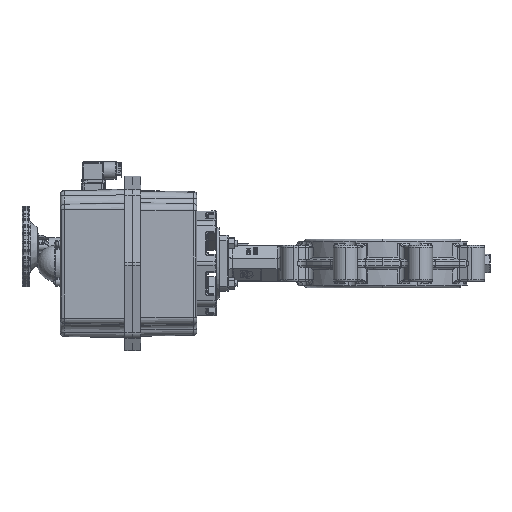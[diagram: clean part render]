
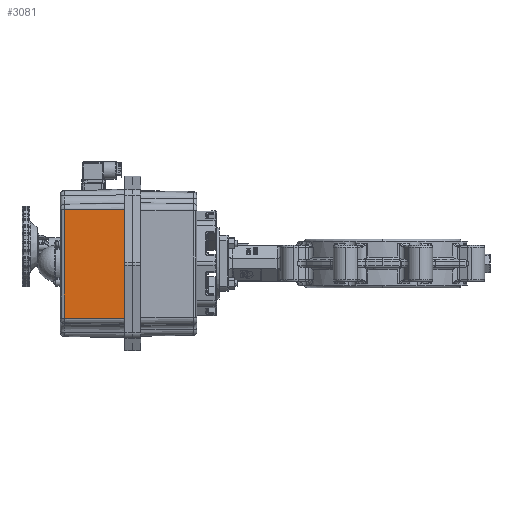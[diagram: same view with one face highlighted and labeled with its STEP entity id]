
A CAD part, left-side view. The second image highlights one B-rep face of the part: STEP entity #3081.
In plain terms, the highlighted planar face has unit normal (-1, 0.018, -0.005).
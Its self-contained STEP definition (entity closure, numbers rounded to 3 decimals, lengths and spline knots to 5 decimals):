
#1689 = LINE ( 'NONE', #54708, #57926 ) ;
#3081 = ADVANCED_FACE ( 'NONE', ( #83788 ), #17293, .T. ) ;
#7605 = LINE ( 'NONE', #27564, #88058 ) ;
#8363 = DIRECTION ( 'NONE',  ( 0.017, 1., 0. ) ) ;
#9721 = EDGE_LOOP ( 'NONE', ( #35319, #56776, #52919, #61481 ) ) ;
#10067 = VERTEX_POINT ( 'NONE', #52730 ) ;
#12396 = EDGE_CURVE ( 'NONE', #96979, #79113, #69837, .T. ) ;
#14772 = EDGE_CURVE ( 'NONE', #10067, #96979, #7605, .T. ) ;
#15373 = AXIS2_PLACEMENT_3D ( 'NONE', #76842, #54982, #77337 ) ;
#17293 = PLANE ( 'NONE',  #15373 ) ;
#25917 = CARTESIAN_POINT ( 'NONE',  ( -0.10569, 0.37147, 0.29559 ) ) ;
#27564 = CARTESIAN_POINT ( 'NONE',  ( -0.10777, 0.29579, 0.4314 ) ) ;
#32605 = CARTESIAN_POINT ( 'NONE',  ( -0.10702, 0.29579, 0.29558 ) ) ;
#35319 = ORIENTED_EDGE ( 'NONE', *, *, #88605, .F. ) ;
#36854 = VECTOR ( 'NONE', #8363, 1. ) ;
#37329 = DIRECTION ( 'NONE',  ( 0.006, 0., -1. ) ) ;
#40043 = CARTESIAN_POINT ( 'NONE',  ( -0.10702, 0.29579, 0.29558 ) ) ;
#51493 = CARTESIAN_POINT ( 'NONE',  ( -0.10644, 0.37147, 0.43141 ) ) ;
#52730 = CARTESIAN_POINT ( 'NONE',  ( -0.10777, 0.29579, 0.4314 ) ) ;
#52919 = ORIENTED_EDGE ( 'NONE', *, *, #14772, .F. ) ;
#54708 = CARTESIAN_POINT ( 'NONE',  ( -0.10569, 0.37147, 0.29559 ) ) ;
#54982 = DIRECTION ( 'NONE',  ( -1., 0.017, -0.006 ) ) ;
#56776 = ORIENTED_EDGE ( 'NONE', *, *, #12396, .F. ) ;
#57926 = VECTOR ( 'NONE', #79020, 1. ) ;
#61481 = ORIENTED_EDGE ( 'NONE', *, *, #90893, .T. ) ;
#65588 = CARTESIAN_POINT ( 'NONE',  ( -0.10777, 0.29579, 0.4314 ) ) ;
#69837 = LINE ( 'NONE', #40043, #36854 ) ;
#70419 = VERTEX_POINT ( 'NONE', #51493 ) ;
#75012 = DIRECTION ( 'NONE',  ( 0.017, 1., 0. ) ) ;
#76842 = CARTESIAN_POINT ( 'NONE',  ( -0.10794, 0.28579, 0.4314 ) ) ;
#77337 = DIRECTION ( 'NONE',  ( 0.006, 0., -1. ) ) ;
#78851 = VECTOR ( 'NONE', #75012, 1. ) ;
#79020 = DIRECTION ( 'NONE',  ( -0.006, 0., 1. ) ) ;
#79113 = VERTEX_POINT ( 'NONE', #25917 ) ;
#83788 = FACE_OUTER_BOUND ( 'NONE', #9721, .T. ) ;
#88058 = VECTOR ( 'NONE', #37329, 1. ) ;
#88605 = EDGE_CURVE ( 'NONE', #79113, #70419, #1689, .T. ) ;
#90893 = EDGE_CURVE ( 'NONE', #10067, #70419, #95797, .T. ) ;
#95797 = LINE ( 'NONE', #65588, #78851 ) ;
#96979 = VERTEX_POINT ( 'NONE', #32605 ) ;
